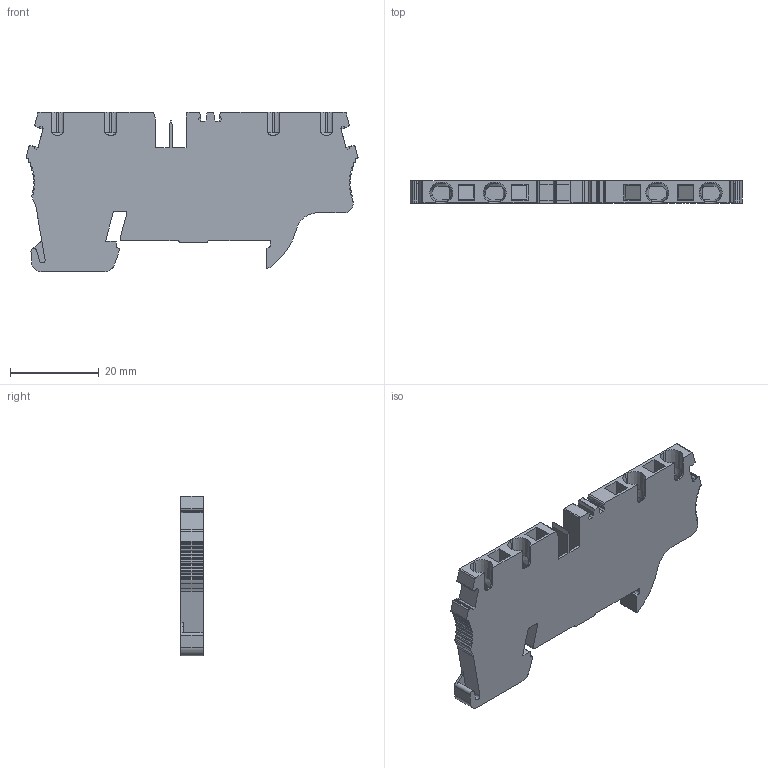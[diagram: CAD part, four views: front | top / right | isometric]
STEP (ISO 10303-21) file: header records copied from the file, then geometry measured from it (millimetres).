
FILE_DESCRIPTION(/* description */ ('Unknown'),/* implementation_level */ '2;1');
FILE_NAME(/* name */ 'SGQ2_5-2X2_3D_SOLID_MODEL',/* time_stamp */ '2021-05-04T11:18:16+06:00',/* author */ ('Unknown'),/* organization */ ('Unknown'),/* preprocessor_version */ 'ST-DEVELOPER v16.7',/* originating_system */ 'DEX',/* authorisation */ $);
FILE_SCHEMA (('AUTOMOTIVE_DESIGN {1 0 10303 214 3 1 1}'));
Length unit declared in the file: millimetre
Products named in the file (1): SGQ2_5-2X2_3D_SOLID_MODEL
Bounding box: 74.74 x 5 x 36 mm (x, y, z)
Volume: 8757.6 mm3; surface area: 7078.3 mm2
Topology: 1 solids, 1 shells, 306 faces, 934 edges, 634 vertices
Faces by surface type: plane 171, cylinder 123, cone 8, bspline 4
Entity records: 10928 total; most frequent: CARTESIAN_POINT 2356, ORIENTED_EDGE 1860, DIRECTION 1760, EDGE_CURVE 930, VERTEX_POINT 634, LINE 608, VECTOR 608, AXIS2_PLACEMENT_3D 576
